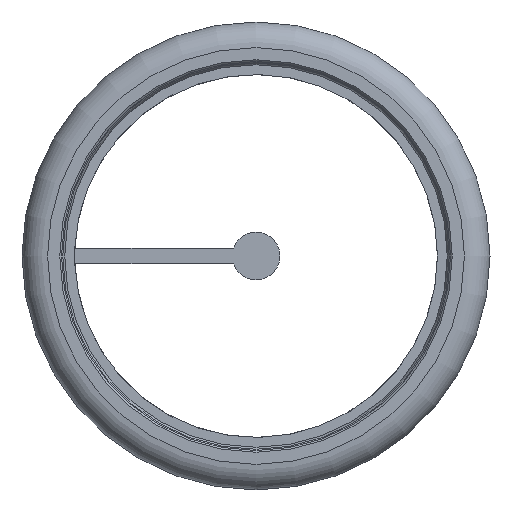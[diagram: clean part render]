
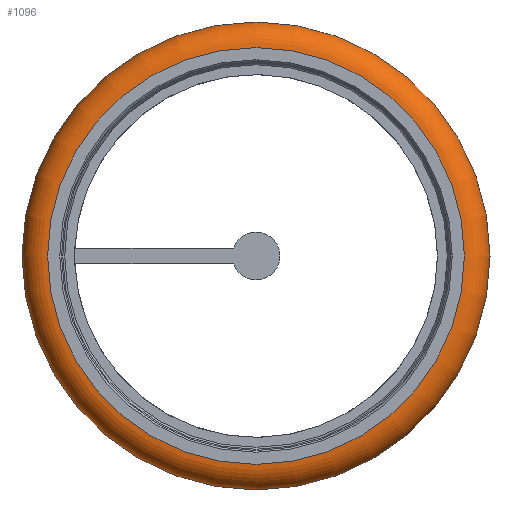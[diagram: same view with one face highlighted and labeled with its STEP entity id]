
A CAD part, left-side view. The second image highlights one B-rep face of the part: STEP entity #1096.
In plain terms, the highlighted toroidal (fillet/blend) face has major radius 48.75 mm and minor radius 6 mm.
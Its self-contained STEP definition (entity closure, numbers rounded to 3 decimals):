
#26=TOROIDAL_SURFACE($,#1209,48.75,6.);
#75=FACE_BOUND($,#287,.T.);
#204=FACE_OUTER_BOUND($,#286,.T.);
#286=EDGE_LOOP($,(#827));
#287=EDGE_LOOP($,(#828));
#497=CIRCLE($,#1207,53.346);
#499=CIRCLE($,#1210,48.75);
#601=VERTEX_POINT($,#1853);
#603=VERTEX_POINT($,#1858);
#709=EDGE_CURVE($,#601,#601,#497,.T.);
#711=EDGE_CURVE($,#603,#603,#499,.T.);
#827=ORIENTED_EDGE($,*,*,#711,.F.);
#828=ORIENTED_EDGE($,*,*,#709,.T.);
#1096=ADVANCED_FACE($,(#204,#75),#26,.T.);
#1207=AXIS2_PLACEMENT_3D($,#1854,#1434,#1435);
#1209=AXIS2_PLACEMENT_3D($,#1857,#1438,#1439);
#1210=AXIS2_PLACEMENT_3D($,#1859,#1440,#1441);
#1434=DIRECTION('center_axis',(-1.,0.,0.));
#1435=DIRECTION('ref_axis',(0.,0.,1.));
#1438=DIRECTION('center_axis',(-1.,0.,0.));
#1439=DIRECTION('ref_axis',(0.,0.,1.));
#1440=DIRECTION('center_axis',(-1.,0.,0.));
#1441=DIRECTION('ref_axis',(0.,0.,1.));
#1853=CARTESIAN_POINT('',(9.857,0.,53.346));
#1854=CARTESIAN_POINT('Origin',(9.857,0.,0.));
#1857=CARTESIAN_POINT('Origin',(6.,0.,0.));
#1858=CARTESIAN_POINT('',(0.,0.,48.75));
#1859=CARTESIAN_POINT('Origin',(0.,0.,0.));
